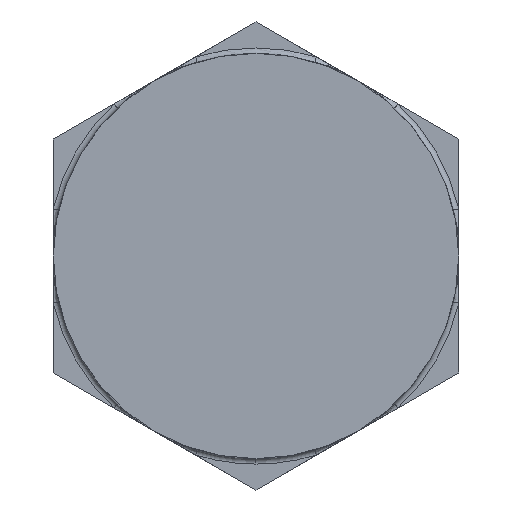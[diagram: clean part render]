
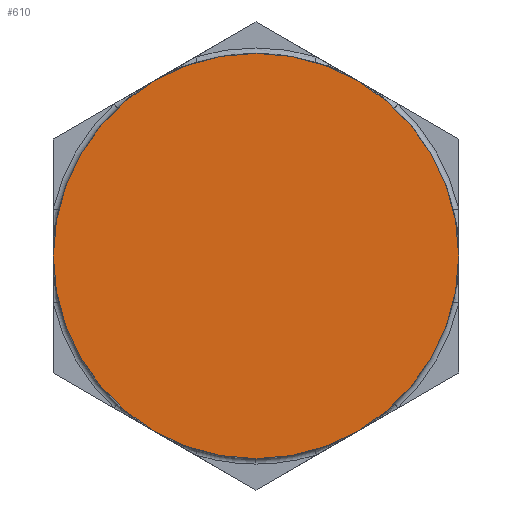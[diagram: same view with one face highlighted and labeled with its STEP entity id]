
A CAD part, left-side view. The second image highlights one B-rep face of the part: STEP entity #610.
In plain terms, the highlighted planar face has unit normal (-1, 0, 0).
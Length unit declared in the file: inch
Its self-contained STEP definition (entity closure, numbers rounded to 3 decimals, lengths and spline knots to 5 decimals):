
#1 = DIRECTION ( 'NONE',  ( -1., 0., 0. ) ) ;
#8 = DIRECTION ( 'NONE',  ( 0., 0., 1. ) ) ;
#131 = AXIS2_PLACEMENT_3D ( 'NONE', #1179, #1041, #8 ) ;
#300 = VERTEX_POINT ( 'NONE', #1068 ) ;
#483 = CIRCLE ( 'NONE', #879, 0.1875 ) ;
#518 = CIRCLE ( 'NONE', #775, 0.1875 ) ;
#561 = FACE_OUTER_BOUND ( 'NONE', #1680, .T. ) ;
#610 = ADVANCED_FACE ( 'NONE', ( #561 ), #884, .T. ) ;
#707 = EDGE_CURVE ( 'NONE', #300, #1112, #518, .T. ) ;
#775 = AXIS2_PLACEMENT_3D ( 'NONE', #1829, #1, #995 ) ;
#806 = CARTESIAN_POINT ( 'NONE',  ( -0.25, 0., 0. ) ) ;
#833 = ORIENTED_EDGE ( 'NONE', *, *, #707, .T. ) ;
#879 = AXIS2_PLACEMENT_3D ( 'NONE', #806, #1473, #1780 ) ;
#884 = PLANE ( 'NONE',  #131 ) ;
#995 = DIRECTION ( 'NONE',  ( 0., 0., 1. ) ) ;
#1041 = DIRECTION ( 'NONE',  ( -1., 0., 0. ) ) ;
#1045 = EDGE_CURVE ( 'NONE', #1112, #300, #483, .T. ) ;
#1068 = CARTESIAN_POINT ( 'NONE',  ( -0.25, 0., 0.1875 ) ) ;
#1112 = VERTEX_POINT ( 'NONE', #1242 ) ;
#1179 = CARTESIAN_POINT ( 'NONE',  ( -0.25, 0., 0. ) ) ;
#1242 = CARTESIAN_POINT ( 'NONE',  ( -0.25, 0., -0.1875 ) ) ;
#1473 = DIRECTION ( 'NONE',  ( -1., 0., 0. ) ) ;
#1680 = EDGE_LOOP ( 'NONE', ( #1691, #833 ) ) ;
#1691 = ORIENTED_EDGE ( 'NONE', *, *, #1045, .T. ) ;
#1780 = DIRECTION ( 'NONE',  ( 0., 0., 1. ) ) ;
#1829 = CARTESIAN_POINT ( 'NONE',  ( -0.25, 0., 0. ) ) ;
